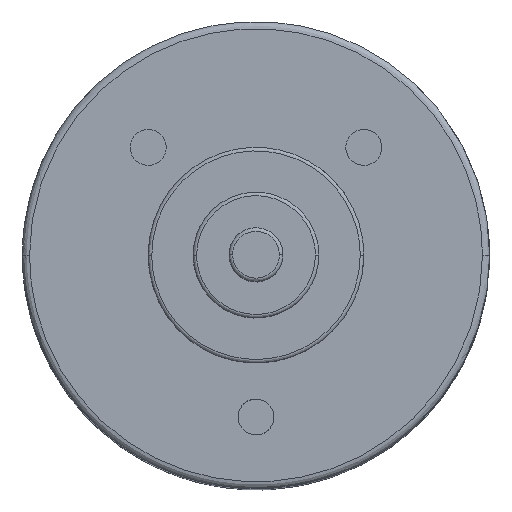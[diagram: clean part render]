
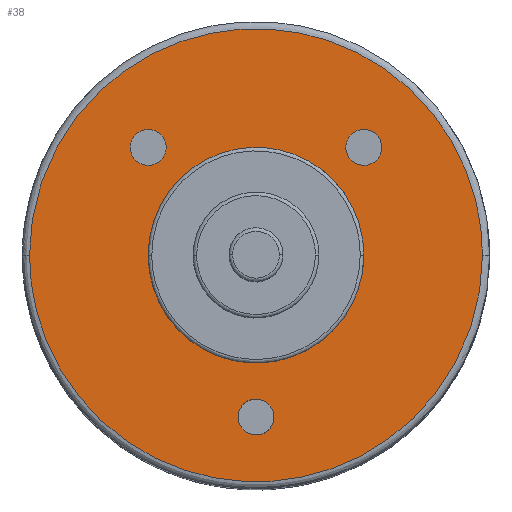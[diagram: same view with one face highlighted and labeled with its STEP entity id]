
A CAD part, top view. The second image highlights one B-rep face of the part: STEP entity #38.
In plain terms, the highlighted free-form (B-spline) face has degree [1, 1] with [2, 2] control points.
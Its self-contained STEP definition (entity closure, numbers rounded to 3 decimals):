
#14=FACE_BOUND('',#205,.T.);
#15=FACE_BOUND('',#206,.T.);
#16=FACE_BOUND('',#207,.T.);
#17=FACE_BOUND('',#208,.T.);
#38=ADVANCED_FACE('',(#121,#14,#15,#16,#17),#1093,.T.);
#121=FACE_OUTER_BOUND('',#204,.T.);
#204=EDGE_LOOP('',(#349,#350));
#205=EDGE_LOOP('',(#351,#352));
#206=EDGE_LOOP('',(#353,#354));
#207=EDGE_LOOP('',(#355,#356));
#208=EDGE_LOOP('',(#357,#358));
#349=ORIENTED_EDGE('',*,*,#787,.F.);
#350=ORIENTED_EDGE('',*,*,#748,.F.);
#351=ORIENTED_EDGE('',*,*,#752,.T.);
#352=ORIENTED_EDGE('',*,*,#751,.T.);
#353=ORIENTED_EDGE('',*,*,#754,.T.);
#354=ORIENTED_EDGE('',*,*,#753,.T.);
#355=ORIENTED_EDGE('',*,*,#756,.T.);
#356=ORIENTED_EDGE('',*,*,#755,.T.);
#357=ORIENTED_EDGE('',*,*,#758,.T.);
#358=ORIENTED_EDGE('',*,*,#757,.T.);
#748=EDGE_CURVE('',#948,#949,#1152,.T.);
#751=EDGE_CURVE('',#950,#951,#1155,.T.);
#752=EDGE_CURVE('',#951,#950,#1156,.T.);
#753=EDGE_CURVE('',#952,#953,#1157,.T.);
#754=EDGE_CURVE('',#953,#952,#1158,.T.);
#755=EDGE_CURVE('',#954,#955,#1159,.T.);
#756=EDGE_CURVE('',#955,#954,#1160,.T.);
#757=EDGE_CURVE('',#956,#957,#1161,.T.);
#758=EDGE_CURVE('',#957,#956,#1162,.T.);
#787=EDGE_CURVE('',#949,#948,#1191,.T.);
#948=VERTEX_POINT('',#2864);
#949=VERTEX_POINT('',#2865);
#950=VERTEX_POINT('',#2866);
#951=VERTEX_POINT('',#2867);
#952=VERTEX_POINT('',#2868);
#953=VERTEX_POINT('',#2869);
#954=VERTEX_POINT('',#2870);
#955=VERTEX_POINT('',#2871);
#956=VERTEX_POINT('',#2872);
#957=VERTEX_POINT('',#2873);
#1093=B_SPLINE_SURFACE_WITH_KNOTS('',1,1,((#2257,#2258),(#2259,#2260)),.UNSPECIFIED.,
.F.,.F.,.F.,(2,2),(2,2),(-6.426,6.426),(-6.426,
6.426),.UNSPECIFIED.);
#1152=(
BOUNDED_CURVE()
B_SPLINE_CURVE(2,(#1573,#1574,#1575,#1576,#1577),.UNSPECIFIED.,.F.,.F.)
B_SPLINE_CURVE_WITH_KNOTS((3,2,3),(19.715,29.611,39.507),
.UNSPECIFIED.)
CURVE()
GEOMETRIC_REPRESENTATION_ITEM()
RATIONAL_B_SPLINE_CURVE((1.,0.707,1.,0.707,1.))
REPRESENTATION_ITEM('')
);
#1155=(
BOUNDED_CURVE()
B_SPLINE_CURVE(2,(#1588,#1589,#1590,#1591,#1592),.UNSPECIFIED.,.F.,.F.)
B_SPLINE_CURVE_WITH_KNOTS((3,2,3),(0.,4.712,9.425),
.UNSPECIFIED.)
CURVE()
GEOMETRIC_REPRESENTATION_ITEM()
RATIONAL_B_SPLINE_CURVE((1.,0.707,1.,0.707,1.))
REPRESENTATION_ITEM('')
);
#1156=(
BOUNDED_CURVE()
B_SPLINE_CURVE(2,(#1593,#1594,#1595,#1596,#1597),.UNSPECIFIED.,.F.,.F.)
B_SPLINE_CURVE_WITH_KNOTS((3,2,3),(-9.425,-4.712,0.),
.UNSPECIFIED.)
CURVE()
GEOMETRIC_REPRESENTATION_ITEM()
RATIONAL_B_SPLINE_CURVE((1.,0.707,1.,0.707,1.))
REPRESENTATION_ITEM('')
);
#1157=(
BOUNDED_CURVE()
B_SPLINE_CURVE(2,(#1598,#1599,#1600,#1601,#1602),.UNSPECIFIED.,.F.,.F.)
B_SPLINE_CURVE_WITH_KNOTS((3,2,3),(-1.571,-0.785,0.),
.UNSPECIFIED.)
CURVE()
GEOMETRIC_REPRESENTATION_ITEM()
RATIONAL_B_SPLINE_CURVE((1.,0.707,1.,0.707,1.))
REPRESENTATION_ITEM('')
);
#1158=(
BOUNDED_CURVE()
B_SPLINE_CURVE(2,(#1603,#1604,#1605,#1606,#1607),.UNSPECIFIED.,.F.,.F.)
B_SPLINE_CURVE_WITH_KNOTS((3,2,3),(-1.571,-0.785,0.),
.UNSPECIFIED.)
CURVE()
GEOMETRIC_REPRESENTATION_ITEM()
RATIONAL_B_SPLINE_CURVE((1.,0.707,1.,0.707,1.))
REPRESENTATION_ITEM('')
);
#1159=(
BOUNDED_CURVE()
B_SPLINE_CURVE(2,(#1608,#1609,#1610,#1611,#1612),.UNSPECIFIED.,.F.,.F.)
B_SPLINE_CURVE_WITH_KNOTS((3,2,3),(-1.571,-0.785,0.),
.UNSPECIFIED.)
CURVE()
GEOMETRIC_REPRESENTATION_ITEM()
RATIONAL_B_SPLINE_CURVE((1.,0.707,1.,0.707,1.))
REPRESENTATION_ITEM('')
);
#1160=(
BOUNDED_CURVE()
B_SPLINE_CURVE(2,(#1613,#1614,#1615,#1616,#1617),.UNSPECIFIED.,.F.,.F.)
B_SPLINE_CURVE_WITH_KNOTS((3,2,3),(-1.571,-0.785,0.),
.UNSPECIFIED.)
CURVE()
GEOMETRIC_REPRESENTATION_ITEM()
RATIONAL_B_SPLINE_CURVE((1.,0.707,1.,0.707,1.))
REPRESENTATION_ITEM('')
);
#1161=(
BOUNDED_CURVE()
B_SPLINE_CURVE(2,(#1618,#1619,#1620,#1621,#1622),.UNSPECIFIED.,.F.,.F.)
B_SPLINE_CURVE_WITH_KNOTS((3,2,3),(-1.571,-0.785,0.),
.UNSPECIFIED.)
CURVE()
GEOMETRIC_REPRESENTATION_ITEM()
RATIONAL_B_SPLINE_CURVE((1.,0.707,1.,0.707,1.))
REPRESENTATION_ITEM('')
);
#1162=(
BOUNDED_CURVE()
B_SPLINE_CURVE(2,(#1623,#1624,#1625,#1626,#1627),.UNSPECIFIED.,.F.,.F.)
B_SPLINE_CURVE_WITH_KNOTS((3,2,3),(-1.571,-0.785,0.),
.UNSPECIFIED.)
CURVE()
GEOMETRIC_REPRESENTATION_ITEM()
RATIONAL_B_SPLINE_CURVE((1.,0.707,1.,0.707,1.))
REPRESENTATION_ITEM('')
);
#1191=(
BOUNDED_CURVE()
B_SPLINE_CURVE(2,(#1750,#1751,#1752,#1753,#1754),.UNSPECIFIED.,.F.,.F.)
B_SPLINE_CURVE_WITH_KNOTS((3,2,3),(19.715,29.611,39.507),
.UNSPECIFIED.)
CURVE()
GEOMETRIC_REPRESENTATION_ITEM()
RATIONAL_B_SPLINE_CURVE((1.,0.707,1.,0.707,1.))
REPRESENTATION_ITEM('')
);
#1573=CARTESIAN_POINT('',(6.3,0.,-1.8));
#1574=CARTESIAN_POINT('',(6.3,-6.3,-1.8));
#1575=CARTESIAN_POINT('',(0.,-6.3,-1.8));
#1576=CARTESIAN_POINT('',(-6.3,-6.3,-1.8));
#1577=CARTESIAN_POINT('',(-6.3,0.,-1.8));
#1588=CARTESIAN_POINT('',(3.,0.,-1.8));
#1589=CARTESIAN_POINT('',(3.,-3.,-1.8));
#1590=CARTESIAN_POINT('',(0.,-3.,-1.8));
#1591=CARTESIAN_POINT('',(-3.,-3.,-1.8));
#1592=CARTESIAN_POINT('',(-3.,0.,-1.8));
#1593=CARTESIAN_POINT('',(-3.,0.,-1.8));
#1594=CARTESIAN_POINT('',(-3.,3.,-1.8));
#1595=CARTESIAN_POINT('',(0.,3.,-1.8));
#1596=CARTESIAN_POINT('',(3.,3.,-1.8));
#1597=CARTESIAN_POINT('',(3.,0.,-1.8));
#1598=CARTESIAN_POINT('',(-3.5,3.,-1.8));
#1599=CARTESIAN_POINT('',(-3.5,3.5,-1.8));
#1600=CARTESIAN_POINT('',(-3.,3.5,-1.8));
#1601=CARTESIAN_POINT('',(-2.5,3.5,-1.8));
#1602=CARTESIAN_POINT('',(-2.5,3.,-1.8));
#1603=CARTESIAN_POINT('',(-2.5,3.,-1.8));
#1604=CARTESIAN_POINT('',(-2.5,2.5,-1.8));
#1605=CARTESIAN_POINT('',(-3.,2.5,-1.8));
#1606=CARTESIAN_POINT('',(-3.5,2.5,-1.8));
#1607=CARTESIAN_POINT('',(-3.5,3.,-1.8));
#1608=CARTESIAN_POINT('',(2.5,3.,-1.8));
#1609=CARTESIAN_POINT('',(2.5,3.5,-1.8));
#1610=CARTESIAN_POINT('',(3.,3.5,-1.8));
#1611=CARTESIAN_POINT('',(3.5,3.5,-1.8));
#1612=CARTESIAN_POINT('',(3.5,3.,-1.8));
#1613=CARTESIAN_POINT('',(3.5,3.,-1.8));
#1614=CARTESIAN_POINT('',(3.5,2.5,-1.8));
#1615=CARTESIAN_POINT('',(3.,2.5,-1.8));
#1616=CARTESIAN_POINT('',(2.5,2.5,-1.8));
#1617=CARTESIAN_POINT('',(2.5,3.,-1.8));
#1618=CARTESIAN_POINT('',(-0.5,-4.5,-1.8));
#1619=CARTESIAN_POINT('',(-0.5,-4.,-1.8));
#1620=CARTESIAN_POINT('',(0.,-4.,-1.8));
#1621=CARTESIAN_POINT('',(0.5,-4.,-1.8));
#1622=CARTESIAN_POINT('',(0.5,-4.5,-1.8));
#1623=CARTESIAN_POINT('',(0.5,-4.5,-1.8));
#1624=CARTESIAN_POINT('',(0.5,-5.,-1.8));
#1625=CARTESIAN_POINT('',(0.,-5.,-1.8));
#1626=CARTESIAN_POINT('',(-0.5,-5.,-1.8));
#1627=CARTESIAN_POINT('',(-0.5,-4.5,-1.8));
#1750=CARTESIAN_POINT('',(-6.3,0.,-1.8));
#1751=CARTESIAN_POINT('',(-6.3,6.3,-1.8));
#1752=CARTESIAN_POINT('',(0.,6.3,-1.8));
#1753=CARTESIAN_POINT('',(6.3,6.3,-1.8));
#1754=CARTESIAN_POINT('',(6.3,0.,-1.8));
#2257=CARTESIAN_POINT('',(6.426,-6.426,-1.8));
#2258=CARTESIAN_POINT('',(-6.426,-6.426,-1.8));
#2259=CARTESIAN_POINT('',(6.426,6.426,-1.8));
#2260=CARTESIAN_POINT('',(-6.426,6.426,-1.8));
#2864=CARTESIAN_POINT('',(6.3,0.,-1.8));
#2865=CARTESIAN_POINT('',(-6.3,0.,-1.8));
#2866=CARTESIAN_POINT('',(3.,0.,-1.8));
#2867=CARTESIAN_POINT('',(-3.,0.,-1.8));
#2868=CARTESIAN_POINT('',(-3.5,3.,-1.8));
#2869=CARTESIAN_POINT('',(-2.5,3.,-1.8));
#2870=CARTESIAN_POINT('',(2.5,3.,-1.8));
#2871=CARTESIAN_POINT('',(3.5,3.,-1.8));
#2872=CARTESIAN_POINT('',(-0.5,-4.5,-1.8));
#2873=CARTESIAN_POINT('',(0.5,-4.5,-1.8));
